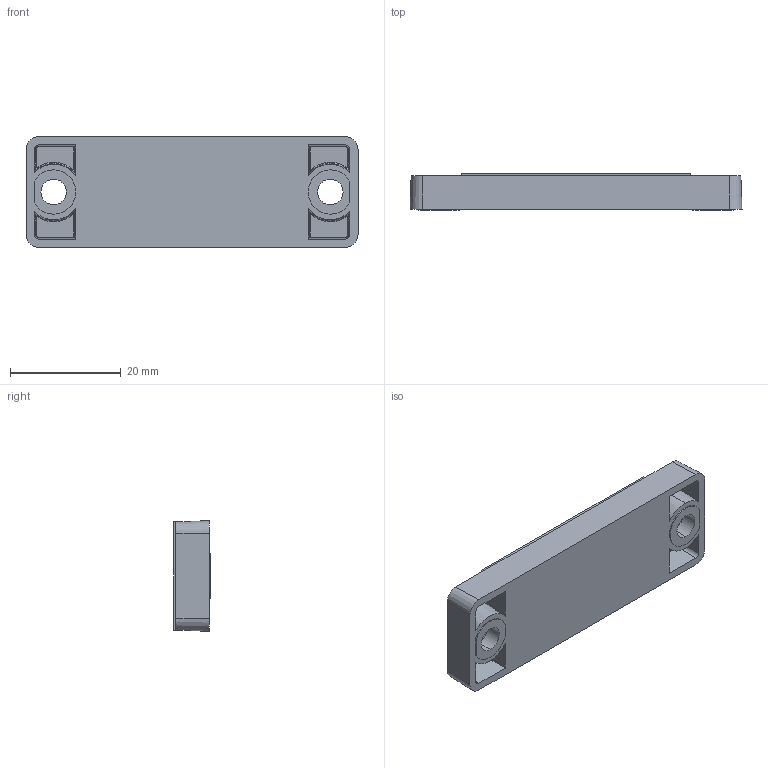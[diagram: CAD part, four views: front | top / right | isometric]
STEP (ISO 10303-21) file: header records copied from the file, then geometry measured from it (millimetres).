
FILE_DESCRIPTION((''),'2;1');
FILE_NAME('CAD-8518','2022-10-10T11:03:22',('creinig-se'),(''),'CREO PARAMETRIC BY PTC INC, 2019292','CREO PARAMETRIC BY PTC INC, 2019292','');
FILE_SCHEMA(('CONFIG_CONTROL_DESIGN','SHAPE_APPEARANCE_LAYERS_GROUPS'));
Length unit declared in the file: millimetre
Products named in the file (1): CAD-8518
Bounding box: 60 x 6.6 x 20 mm (x, y, z)
Volume: 6519.4 mm3; surface area: 3961.6 mm2
Topology: 1 solids, 1 shells, 85 faces, 203 edges, 128 vertices
Faces by surface type: plane 34, cylinder 22, cone 18, torus 11
Entity records: 3340 total; most frequent: CARTESIAN_POINT 554, DIRECTION 436, ORIENTED_EDGE 406, PRESENTATION_STYLE_ASSIGNMENT 209, STYLED_ITEM 204, CURVE_STYLE 203, EDGE_CURVE 203, AXIS2_PLACEMENT_3D 168
